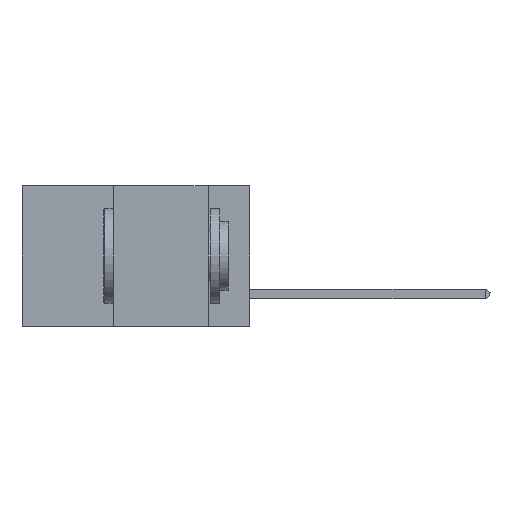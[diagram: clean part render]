
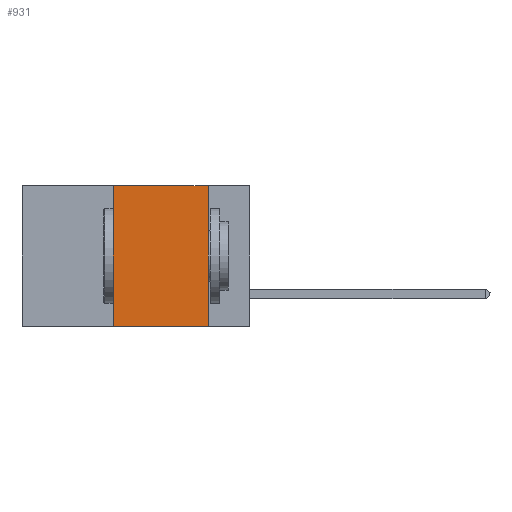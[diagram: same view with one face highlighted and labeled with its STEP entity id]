
A CAD part, left-side view. The second image highlights one B-rep face of the part: STEP entity #931.
In plain terms, the highlighted planar face has unit normal (-1, 0, 0).
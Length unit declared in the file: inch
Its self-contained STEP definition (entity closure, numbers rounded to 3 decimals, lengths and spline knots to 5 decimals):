
#931 = ADVANCED_FACE ( 'NONE', ( #15297 ), #10496, .F. ) ;
#1010 = VECTOR ( 'NONE', #9316, 39.37008 ) ;
#1407 = DIRECTION ( 'NONE',  ( 0., -1., 0. ) ) ;
#3159 = DIRECTION ( 'NONE',  ( 0., 0., -1. ) ) ;
#3804 = AXIS2_PLACEMENT_3D ( 'NONE', #6153, #14989, #3159 ) ;
#4968 = VECTOR ( 'NONE', #1407, 39.37008 ) ;
#5647 = EDGE_CURVE ( 'NONE', #13304, #14350, #14859, .T. ) ;
#6153 = CARTESIAN_POINT ( 'NONE',  ( 0., 0.6, 0. ) ) ;
#6723 = LINE ( 'NONE', #18294, #1010 ) ;
#7236 = EDGE_LOOP ( 'NONE', ( #9753, #15248, #16925, #15425 ) ) ;
#8888 = VERTEX_POINT ( 'NONE', #14390 ) ;
#9091 = CARTESIAN_POINT ( 'NONE',  ( 0., 0.11, 0. ) ) ;
#9316 = DIRECTION ( 'NONE',  ( 0., -1., 0. ) ) ;
#9425 = LINE ( 'NONE', #10416, #4968 ) ;
#9753 = ORIENTED_EDGE ( 'NONE', *, *, #5647, .F. ) ;
#10404 = DIRECTION ( 'NONE',  ( 0., 0., -1. ) ) ;
#10416 = CARTESIAN_POINT ( 'NONE',  ( 0., 0.6, -0.37 ) ) ;
#10496 = PLANE ( 'NONE',  #3804 ) ;
#11698 = EDGE_CURVE ( 'NONE', #8888, #19418, #14260, .T. ) ;
#12286 = CARTESIAN_POINT ( 'NONE',  ( 0., 0.11, 0. ) ) ;
#13304 = VERTEX_POINT ( 'NONE', #12286 ) ;
#13997 = CARTESIAN_POINT ( 'NONE',  ( 0., 0.11, -0.37 ) ) ;
#14260 = LINE ( 'NONE', #17280, #17997 ) ;
#14350 = VERTEX_POINT ( 'NONE', #13997 ) ;
#14390 = CARTESIAN_POINT ( 'NONE',  ( 0., 0.36, -0.37 ) ) ;
#14821 = EDGE_CURVE ( 'NONE', #19418, #13304, #6723, .T. ) ;
#14859 = LINE ( 'NONE', #9091, #18360 ) ;
#14989 = DIRECTION ( 'NONE',  ( 1., 0., 0. ) ) ;
#15248 = ORIENTED_EDGE ( 'NONE', *, *, #14821, .F. ) ;
#15297 = FACE_OUTER_BOUND ( 'NONE', #7236, .T. ) ;
#15425 = ORIENTED_EDGE ( 'NONE', *, *, #17043, .T. ) ;
#15470 = DIRECTION ( 'NONE',  ( 0., 0., 1. ) ) ;
#16925 = ORIENTED_EDGE ( 'NONE', *, *, #11698, .F. ) ;
#17043 = EDGE_CURVE ( 'NONE', #8888, #14350, #9425, .T. ) ;
#17280 = CARTESIAN_POINT ( 'NONE',  ( 0., 0.36, 0. ) ) ;
#17997 = VECTOR ( 'NONE', #15470, 39.37008 ) ;
#18294 = CARTESIAN_POINT ( 'NONE',  ( 0., 0.6, 0. ) ) ;
#18355 = CARTESIAN_POINT ( 'NONE',  ( 0., 0.36, 0. ) ) ;
#18360 = VECTOR ( 'NONE', #10404, 39.37008 ) ;
#19418 = VERTEX_POINT ( 'NONE', #18355 ) ;
